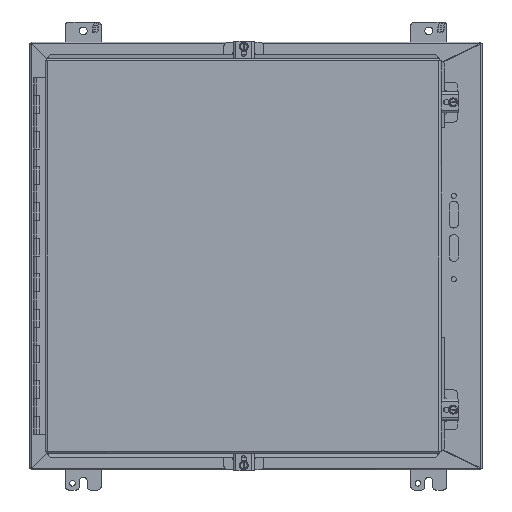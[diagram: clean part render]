
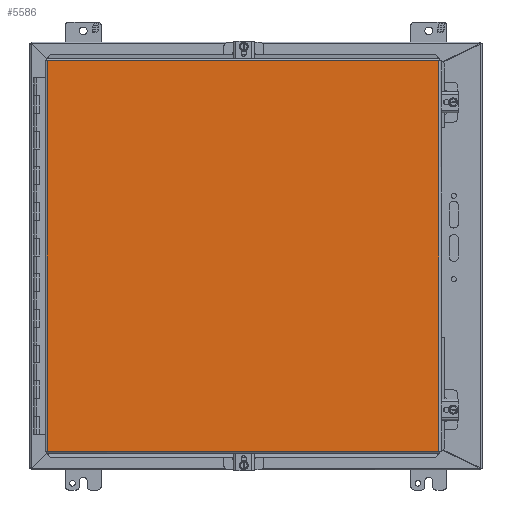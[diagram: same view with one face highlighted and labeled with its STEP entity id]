
A CAD part, front view. The second image highlights one B-rep face of the part: STEP entity #5586.
In plain terms, the highlighted planar face has unit normal (0, -1, 0).
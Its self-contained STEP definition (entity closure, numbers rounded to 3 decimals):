
#1465 = EDGE_LOOP ( 'NONE', ( #7166, #12193, #19522, #28872 ) ) ;
#1590 = FACE_OUTER_BOUND ( 'NONE', #1465, .T. ) ;
#2028 = CARTESIAN_POINT ( 'NONE',  ( 10.259, -9.21, -11.063 ) ) ;
#2095 = DIRECTION ( 'NONE',  ( 0., 0., -1. ) ) ;
#2457 = CARTESIAN_POINT ( 'NONE',  ( 10.259, -9.21, 10.954 ) ) ;
#5586 = ADVANCED_FACE ( 'NONE', ( #1590 ), #27256, .T. ) ;
#5857 = EDGE_CURVE ( 'NONE', #46881, #34874, #25794, .T. ) ;
#7166 = ORIENTED_EDGE ( 'NONE', *, *, #22770, .T. ) ;
#7794 = CARTESIAN_POINT ( 'NONE',  ( -11.821, -9.21, -10.954 ) ) ;
#8036 = VECTOR ( 'NONE', #40194, 39.37 ) ;
#9036 = DIRECTION ( 'NONE',  ( 0., -1., 0. ) ) ;
#11744 = LINE ( 'NONE', #29718, #29069 ) ;
#11997 = VECTOR ( 'NONE', #2095, 39.37 ) ;
#12193 = ORIENTED_EDGE ( 'NONE', *, *, #5857, .T. ) ;
#12766 = CARTESIAN_POINT ( 'NONE',  ( -11.713, -9.21, 10.955 ) ) ;
#13071 = DIRECTION ( 'NONE',  ( 0., 0., 1. ) ) ;
#14200 = AXIS2_PLACEMENT_3D ( 'NONE', #23667, #9036, #20054 ) ;
#14657 = DIRECTION ( 'NONE',  ( -1., 0., 0. ) ) ;
#19522 = ORIENTED_EDGE ( 'NONE', *, *, #27548, .T. ) ;
#20054 = DIRECTION ( 'NONE',  ( 0., 0., -1. ) ) ;
#20968 = LINE ( 'NONE', #2028, #37718 ) ;
#22770 = EDGE_CURVE ( 'NONE', #37739, #46881, #42386, .T. ) ;
#23667 = CARTESIAN_POINT ( 'NONE',  ( -11.821, -9.21, -11.063 ) ) ;
#25794 = LINE ( 'NONE', #7794, #8036 ) ;
#27256 = PLANE ( 'NONE',  #14200 ) ;
#27548 = EDGE_CURVE ( 'NONE', #34874, #46610, #20968, .T. ) ;
#28872 = ORIENTED_EDGE ( 'NONE', *, *, #31834, .T. ) ;
#29069 = VECTOR ( 'NONE', #14657, 39.37 ) ;
#29718 = CARTESIAN_POINT ( 'NONE',  ( -11.821, -9.21, 10.955 ) ) ;
#31834 = EDGE_CURVE ( 'NONE', #46610, #37739, #11744, .T. ) ;
#34874 = VERTEX_POINT ( 'NONE', #36615 ) ;
#35653 = CARTESIAN_POINT ( 'NONE',  ( -11.713, -9.21, -11.063 ) ) ;
#36615 = CARTESIAN_POINT ( 'NONE',  ( 10.259, -9.21, -10.954 ) ) ;
#37718 = VECTOR ( 'NONE', #13071, 39.37 ) ;
#37739 = VERTEX_POINT ( 'NONE', #12766 ) ;
#40194 = DIRECTION ( 'NONE',  ( 1., 0., 0. ) ) ;
#42386 = LINE ( 'NONE', #35653, #11997 ) ;
#44889 = CARTESIAN_POINT ( 'NONE',  ( -11.714, -9.21, -10.955 ) ) ;
#46610 = VERTEX_POINT ( 'NONE', #2457 ) ;
#46881 = VERTEX_POINT ( 'NONE', #44889 ) ;
